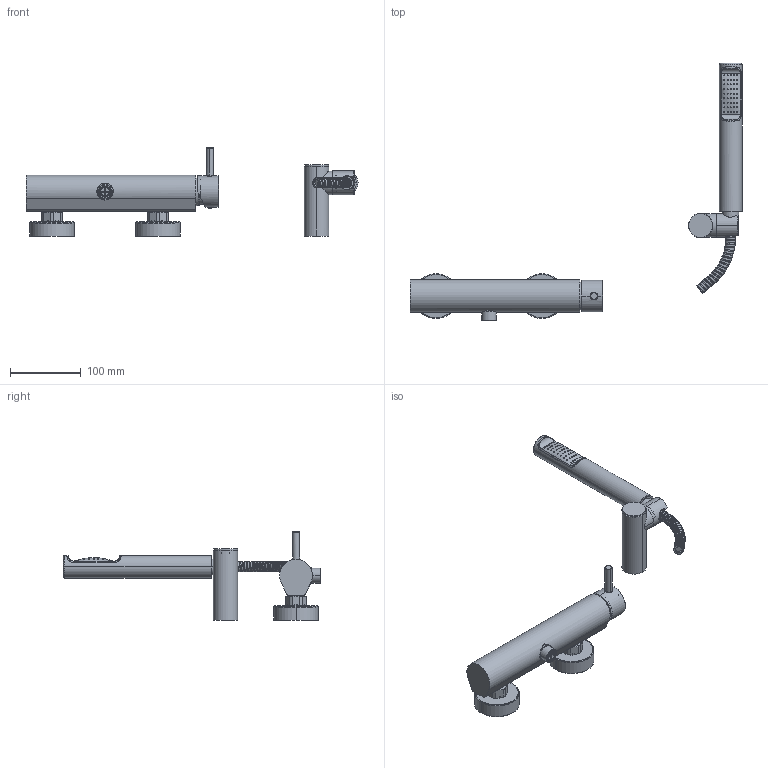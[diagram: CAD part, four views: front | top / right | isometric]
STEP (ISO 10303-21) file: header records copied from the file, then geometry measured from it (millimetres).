
FILE_DESCRIPTION((''),'2;1');
FILE_NAME('SK168DCR','2021-02-02T11:31:04',('ut3'),('PAFFONI SpA'),'CREO PARAMETRIC BY PTC INC, 2020044','CREO PARAMETRIC BY PTC INC, 2020044','');
FILE_SCHEMA(('CONFIG_CONTROL_DESIGN','SHAPE_APPEARANCE_LAYERS_GROUPS'));
Length unit declared in the file: millimetre
Products named in the file (1): SK168DCR
Bounding box: 470.75 x 364.95 x 125 mm (x, y, z)
Volume: 372671.4 mm3; surface area: 255914.3 mm2
Topology: 4 solids, 4 shells, 1913 faces, 4882 edges, 3043 vertices
Faces by surface type: plane 874, cylinder 603, torus 147, cone 128, bspline 115, sphere 46
Entity records: 116261 total; most frequent: CARTESIAN_POINT 57330, ORIENTED_EDGE 9722, DIRECTION 9175, EDGE_CURVE 4861, AXIS2_PLACEMENT_3D 3397, VERTEX_POINT 3041, VECTOR 2381, LINE 2381
